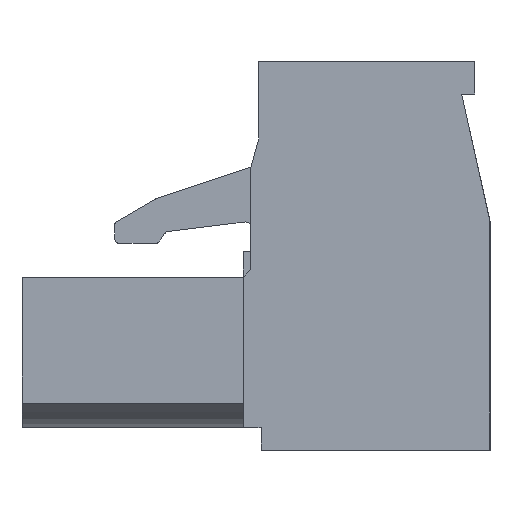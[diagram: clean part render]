
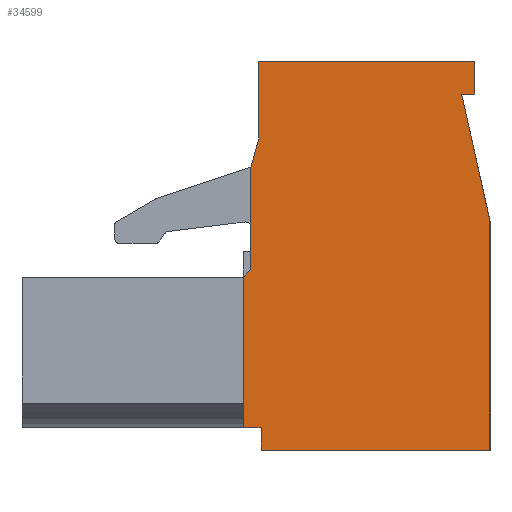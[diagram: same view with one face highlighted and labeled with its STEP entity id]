
A CAD part, left-side view. The second image highlights one B-rep face of the part: STEP entity #34599.
In plain terms, the highlighted planar face has unit normal (-1, 0, 0).
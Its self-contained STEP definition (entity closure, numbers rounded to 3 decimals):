
#6146=ORIENTED_EDGE('',*,*,#13339,.F.);
#6147=ORIENTED_EDGE('',*,*,#11904,.F.);
#6148=ORIENTED_EDGE('',*,*,#12603,.F.);
#6149=ORIENTED_EDGE('',*,*,#11452,.F.);
#6150=ORIENTED_EDGE('',*,*,#12589,.F.);
#6151=ORIENTED_EDGE('',*,*,#11961,.F.);
#6152=ORIENTED_EDGE('',*,*,#11554,.F.);
#6153=ORIENTED_EDGE('',*,*,#12590,.F.);
#6154=ORIENTED_EDGE('',*,*,#11384,.F.);
#6155=ORIENTED_EDGE('',*,*,#12594,.F.);
#6156=ORIENTED_EDGE('',*,*,#12597,.F.);
#6157=ORIENTED_EDGE('',*,*,#10676,.F.);
#6158=ORIENTED_EDGE('',*,*,#12634,.F.);
#10676=EDGE_CURVE('',#15557,#15558,#18777,.T.);
#11384=EDGE_CURVE('',#16174,#16175,#19424,.T.);
#11452=EDGE_CURVE('',#16242,#16243,#19492,.T.);
#11554=EDGE_CURVE('',#16329,#16330,#19593,.T.);
#11904=EDGE_CURVE('',#16662,#16663,#19878,.T.);
#11961=EDGE_CURVE('',#16330,#16711,#19934,.T.);
#12589=EDGE_CURVE('',#16711,#16242,#20501,.T.);
#12590=EDGE_CURVE('',#16175,#16329,#20502,.T.);
#12594=EDGE_CURVE('',#17151,#16174,#20506,.T.);
#12597=EDGE_CURVE('',#15558,#17151,#20509,.T.);
#12603=EDGE_CURVE('',#16243,#16662,#20515,.T.);
#12634=EDGE_CURVE('',#17163,#15557,#20544,.T.);
#13339=EDGE_CURVE('',#16663,#17163,#21155,.T.);
#15557=VERTEX_POINT('',#47244);
#15558=VERTEX_POINT('',#47246);
#16174=VERTEX_POINT('',#48663);
#16175=VERTEX_POINT('',#48665);
#16242=VERTEX_POINT('',#48800);
#16243=VERTEX_POINT('',#48802);
#16329=VERTEX_POINT('',#48990);
#16330=VERTEX_POINT('',#48992);
#16662=VERTEX_POINT('',#49678);
#16663=VERTEX_POINT('',#49680);
#16711=VERTEX_POINT('',#49794);
#17151=VERTEX_POINT('',#51022);
#17163=VERTEX_POINT('',#51100);
#18777=LINE('',#47245,#23205);
#19424=LINE('',#48664,#23852);
#19492=LINE('',#48801,#23920);
#19593=LINE('',#48991,#24021);
#19878=LINE('',#49679,#24306);
#19934=LINE('',#49793,#24362);
#20501=LINE('',#51012,#24929);
#20502=LINE('',#51014,#24930);
#20506=LINE('',#51023,#24934);
#20509=LINE('',#51028,#24937);
#20515=LINE('',#51037,#24943);
#20544=LINE('',#51101,#24972);
#21155=LINE('',#52645,#25583);
#23205=VECTOR('',#38115,1000.);
#23852=VECTOR('',#39072,1000.);
#23920=VECTOR('',#39142,1000.);
#24021=VECTOR('',#39247,1000.);
#24306=VECTOR('',#39672,1000.);
#24362=VECTOR('',#39748,1000.);
#24929=VECTOR('',#40745,1000.);
#24930=VECTOR('',#40748,1000.);
#24934=VECTOR('',#40754,1000.);
#24937=VECTOR('',#40759,1000.);
#24943=VECTOR('',#40769,1000.);
#24972=VECTOR('',#40848,1000.);
#25583=VECTOR('',#42873,1000.);
#28807=EDGE_LOOP('',(#6146,#6147,#6148,#6149,#6150,#6151,#6152,#6153,#6154,
#6155,#6156,#6157,#6158));
#31006=FACE_BOUND('',#28807,.T.);
#32830=PLANE('',#37001);
#34599=ADVANCED_FACE('',(#31006),#32830,.F.);
#37001=AXIS2_PLACEMENT_3D('',#52779,#43035,#43036);
#38115=DIRECTION('',(0.,0.,1.));
#39072=DIRECTION('',(0.,-1.,0.));
#39142=DIRECTION('',(0.,1.,0.));
#39247=DIRECTION('',(0.,1.,0.));
#39672=DIRECTION('',(0.,1.,0.));
#39748=DIRECTION('',(0.,-0.217,-0.976));
#40745=DIRECTION('',(0.,0.,-1.));
#40748=DIRECTION('',(0.,0.,-1.));
#40754=DIRECTION('',(0.,0.,1.));
#40759=DIRECTION('',(0.,-0.263,0.965));
#40769=DIRECTION('',(0.,0.,1.));
#40848=DIRECTION('',(0.,-0.707,0.707));
#42873=DIRECTION('',(0.,0.,1.));
#43035=DIRECTION('',(1.,0.,0.));
#43036=DIRECTION('',(0.,0.,-1.));
#47244=CARTESIAN_POINT('',(-40.74,4.85,2.575));
#47245=CARTESIAN_POINT('',(-40.74,4.85,6.55));
#47246=CARTESIAN_POINT('',(-40.74,4.85,6.55));
#48663=CARTESIAN_POINT('',(-40.74,4.55,10.65));
#48664=CARTESIAN_POINT('',(-40.74,-3.85,10.65));
#48665=CARTESIAN_POINT('',(-40.74,-3.85,10.65));
#48800=CARTESIAN_POINT('',(-40.74,-4.45,-4.45));
#48801=CARTESIAN_POINT('',(-40.74,4.45,-4.45));
#48802=CARTESIAN_POINT('',(-40.74,4.45,-4.45));
#48990=CARTESIAN_POINT('',(-40.74,-3.85,9.4));
#48991=CARTESIAN_POINT('',(-40.74,-3.35,9.4));
#48992=CARTESIAN_POINT('',(-40.74,-3.35,9.4));
#49678=CARTESIAN_POINT('',(-40.74,4.45,-3.575));
#49679=CARTESIAN_POINT('',(-40.74,5.15,-3.575));
#49680=CARTESIAN_POINT('',(-40.74,5.15,-3.575));
#49793=CARTESIAN_POINT('',(-40.74,-3.35,9.4));
#49794=CARTESIAN_POINT('',(-40.74,-4.45,4.45));
#51012=CARTESIAN_POINT('',(-40.74,-4.45,-4.45));
#51014=CARTESIAN_POINT('',(-40.74,-3.85,9.4));
#51022=CARTESIAN_POINT('',(-40.74,4.55,7.65));
#51023=CARTESIAN_POINT('',(-40.74,4.55,10.65));
#51028=CARTESIAN_POINT('',(-40.74,4.55,7.65));
#51037=CARTESIAN_POINT('',(-40.74,4.45,-3.575));
#51100=CARTESIAN_POINT('',(-40.74,5.15,2.275));
#51101=CARTESIAN_POINT('',(-40.74,5.15,2.275));
#52645=CARTESIAN_POINT('',(-40.74,5.15,2.275));
#52779=CARTESIAN_POINT('',(-40.74,0.,0.));
